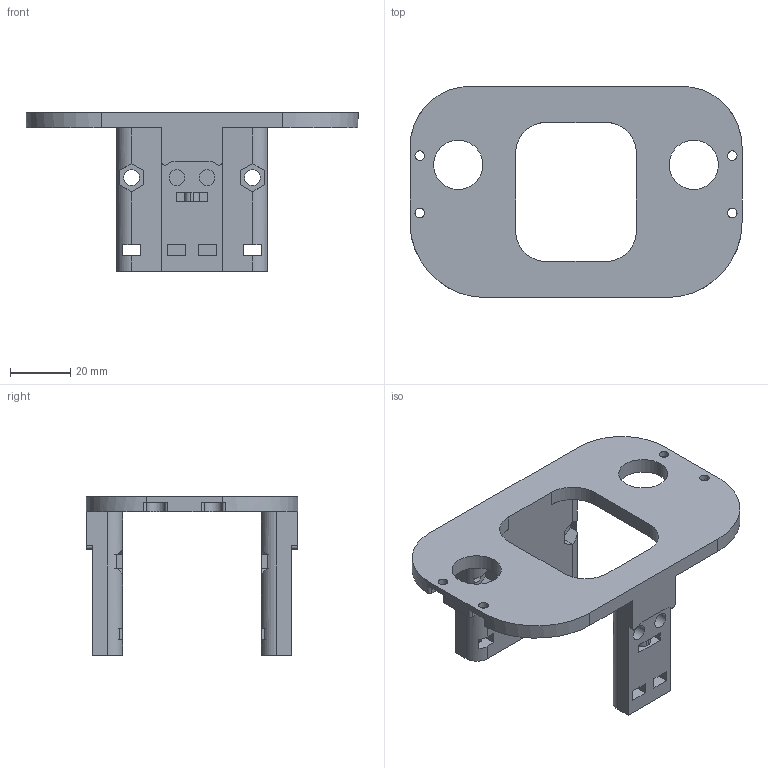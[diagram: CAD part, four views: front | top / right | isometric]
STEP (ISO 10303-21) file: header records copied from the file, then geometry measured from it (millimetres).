
FILE_DESCRIPTION( ( '' ), ' ' );
FILE_NAME( '5eeda61d7db487119948333c.step', '2020-06-20T06:01:02', ( '' ), ( '' ), ' ', ' ', ' ' );
FILE_SCHEMA( ( 'AUTOMOTIVE_DESIGN { 1 0 10303 214 1 1 1 1 }' ) );
Length unit declared in the file: metre
Products named in the file (1): Inner_Shoulder
Bounding box: 110 x 70 x 52.5 mm (x, y, z)
Volume: 55642.7 mm3; surface area: 23472.7 mm2
Topology: 1 solids, 1 shells, 142 faces, 426 edges, 282 vertices
Faces by surface type: plane 88, cylinder 54
Full cylindrical faces by diameter (mm): 3.2 x12, 5.2 x4, 16.3 x2
Entity records: 5938 total; most frequent: CARTESIAN_POINT 831, DIRECTION 820, ORIENTED_EDGE 812, EDGE_CURVE 406, VERTEX_POINT 280, LINE 274, VECTOR 274, AXIS2_PLACEMENT_3D 273
